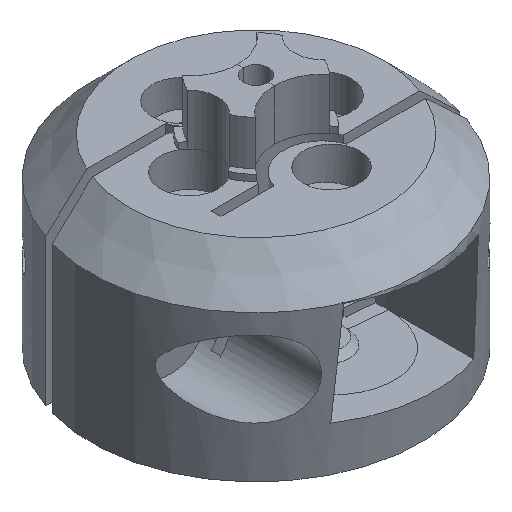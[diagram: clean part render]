
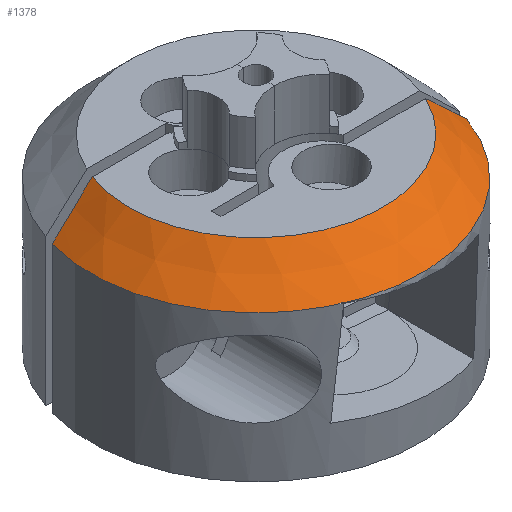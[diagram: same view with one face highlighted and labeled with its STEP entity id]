
A CAD part, isometric view. The second image highlights one B-rep face of the part: STEP entity #1378.
In plain terms, the highlighted conical face has half-angle 45 degrees and reference radius 13 mm.
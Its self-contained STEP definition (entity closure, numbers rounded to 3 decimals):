
#22 = VERTEX_POINT('',#23);
#23 = CARTESIAN_POINT('',(12.286,-4.25,11.5));
#32 = PLANE('',#33);
#33 = AXIS2_PLACEMENT_3D('',#34,#35,#36);
#34 = CARTESIAN_POINT('',(2.846,-4.25,0.));
#35 = DIRECTION('',(0.,1.,0.));
#36 = DIRECTION('',(1.,0.,0.));
#44 = CYLINDRICAL_SURFACE('',#45,13.);
#45 = AXIS2_PLACEMENT_3D('',#46,#47,#48);
#46 = CARTESIAN_POINT('',(0.,0.,
    0.));
#47 = DIRECTION('',(0.,0.,-1.));
#48 = DIRECTION('',(1.,0.,0.));
#253 = VERTEX_POINT('',#254);
#254 = CARTESIAN_POINT('',(9.052,-4.25,14.5));
#268 = PLANE('',#269);
#269 = AXIS2_PLACEMENT_3D('',#270,#271,#272);
#270 = CARTESIAN_POINT('',(0.,0.,14.5)
  );
#271 = DIRECTION('',(0.,0.,1.));
#272 = DIRECTION('',(1.,0.,0.));
#280 = EDGE_CURVE('',#253,#22,#281,.T.);
#281 = SURFACE_CURVE('',#282,(#287,#294),.PCURVE_S1.);
#282 = HYPERBOLA('',#283,4.25,4.25);
#283 = AXIS2_PLACEMENT_3D('',#284,#285,#286);
#284 = CARTESIAN_POINT('',(0.,-4.25,24.5));
#285 = DIRECTION('',(0.,-1.,0.));
#286 = DIRECTION('',(0.,0.,-1.));
#287 = PCURVE('',#32,#288);
#288 = DEFINITIONAL_REPRESENTATION('',(#289),#293);
#289 = HYPERBOLA('',#290,4.25,4.25);
#290 = AXIS2_PLACEMENT_2D('',#291,#292);
#291 = CARTESIAN_POINT('',(-2.846,-24.5));
#292 = DIRECTION('',(0.,1.));
#293 = ( GEOMETRIC_REPRESENTATION_CONTEXT(2) 
PARAMETRIC_REPRESENTATION_CONTEXT() REPRESENTATION_CONTEXT('2D SPACE',''
  ) );
#294 = PCURVE('',#295,#300);
#295 = CONICAL_SURFACE('',#296,13.,0.785);
#296 = AXIS2_PLACEMENT_3D('',#297,#298,#299);
#297 = CARTESIAN_POINT('',(0.,0.,11.5));
#298 = DIRECTION('',(0.,0.,-1.));
#299 = DIRECTION('',(-0.963,0.269,0.)
  );
#300 = DEFINITIONAL_REPRESENTATION('',(#301),#308);
#301 = B_SPLINE_CURVE_WITH_KNOTS('',5,(#302,#303,#304,#305,#306,#307),
  .UNSPECIFIED.,.F.,.F.,(6,6),(1.5,1.783),
  .PIECEWISE_BEZIER_KNOTS.);
#302 = CARTESIAN_POINT('',(-2.975,-3.));
#303 = CARTESIAN_POINT('',(-2.999,-2.488));
#304 = CARTESIAN_POINT('',(-3.022,-1.935));
#305 = CARTESIAN_POINT('',(-3.043,-1.339));
#306 = CARTESIAN_POINT('',(-3.063,-0.696));
#307 = CARTESIAN_POINT('',(-3.081,0.));
#308 = ( GEOMETRIC_REPRESENTATION_CONTEXT(2) 
PARAMETRIC_REPRESENTATION_CONTEXT() REPRESENTATION_CONTEXT('2D SPACE',''
  ) );
#345 = VERTEX_POINT('',#346);
#346 = CARTESIAN_POINT('',(-12.52,3.5,11.5));
#362 = PLANE('',#363);
#363 = AXIS2_PLACEMENT_3D('',#364,#365,#366);
#364 = CARTESIAN_POINT('',(-3.343,3.5,0.));
#365 = DIRECTION('',(0.,-1.,0.));
#366 = DIRECTION('',(-1.,0.,0.));
#374 = EDGE_CURVE('',#345,#22,#375,.T.);
#375 = SURFACE_CURVE('',#376,(#381,#388),.PCURVE_S1.);
#376 = CIRCLE('',#377,13.);
#377 = AXIS2_PLACEMENT_3D('',#378,#379,#380);
#378 = CARTESIAN_POINT('',(0.,0.,11.5));
#379 = DIRECTION('',(0.,0.,1.));
#380 = DIRECTION('',(-0.963,0.269,0.)
  );
#381 = PCURVE('',#44,#382);
#382 = DEFINITIONAL_REPRESENTATION('',(#383),#387);
#383 = LINE('',#384,#385);
#384 = CARTESIAN_POINT('',(-2.869,-11.5));
#385 = VECTOR('',#386,1.);
#386 = DIRECTION('',(-1.,0.));
#387 = ( GEOMETRIC_REPRESENTATION_CONTEXT(2) 
PARAMETRIC_REPRESENTATION_CONTEXT() REPRESENTATION_CONTEXT('2D SPACE',''
  ) );
#388 = PCURVE('',#295,#389);
#389 = DEFINITIONAL_REPRESENTATION('',(#390),#394);
#390 = LINE('',#391,#392);
#391 = CARTESIAN_POINT('',(-0.,0.));
#392 = VECTOR('',#393,1.);
#393 = DIRECTION('',(-1.,0.));
#394 = ( GEOMETRIC_REPRESENTATION_CONTEXT(2) 
PARAMETRIC_REPRESENTATION_CONTEXT() REPRESENTATION_CONTEXT('2D SPACE',''
  ) );
#1378 = ADVANCED_FACE('',(#1379),#295,.T.);
#1379 = FACE_BOUND('',#1380,.F.);
#1380 = EDGE_LOOP('',(#1381,#1408,#1430,#1431));
#1381 = ORIENTED_EDGE('',*,*,#1382,.F.);
#1382 = EDGE_CURVE('',#1383,#345,#1385,.T.);
#1383 = VERTEX_POINT('',#1384);
#1384 = CARTESIAN_POINT('',(-9.367,3.5,14.5));
#1385 = SURFACE_CURVE('',#1386,(#1391,#1401),.PCURVE_S1.);
#1386 = HYPERBOLA('',#1387,3.5,3.5);
#1387 = AXIS2_PLACEMENT_3D('',#1388,#1389,#1390);
#1388 = CARTESIAN_POINT('',(0.,3.5,24.5));
#1389 = DIRECTION('',(0.,1.,0.));
#1390 = DIRECTION('',(0.,0.,-1.));
#1391 = PCURVE('',#295,#1392);
#1392 = DEFINITIONAL_REPRESENTATION('',(#1393),#1400);
#1393 = B_SPLINE_CURVE_WITH_KNOTS('',5,(#1394,#1395,#1396,#1397,#1398,
    #1399),.UNSPECIFIED.,.F.,.F.,(6,6),(1.711,1.987),
  .PIECEWISE_BEZIER_KNOTS.);
#1394 = CARTESIAN_POINT('',(0.085,-3.));
#1395 = CARTESIAN_POINT('',(0.066,-2.483));
#1396 = CARTESIAN_POINT('',(0.048,-1.928));
#1397 = CARTESIAN_POINT('',(0.031,-1.332));
#1398 = CARTESIAN_POINT('',(0.015,-0.691));
#1399 = CARTESIAN_POINT('',(0.,0.));
#1400 = ( GEOMETRIC_REPRESENTATION_CONTEXT(2) 
PARAMETRIC_REPRESENTATION_CONTEXT() REPRESENTATION_CONTEXT('2D SPACE',''
  ) );
#1401 = PCURVE('',#362,#1402);
#1402 = DEFINITIONAL_REPRESENTATION('',(#1403),#1407);
#1403 = HYPERBOLA('',#1404,3.5,3.5);
#1404 = AXIS2_PLACEMENT_2D('',#1405,#1406);
#1405 = CARTESIAN_POINT('',(-3.343,-24.5));
#1406 = DIRECTION('',(0.,1.));
#1407 = ( GEOMETRIC_REPRESENTATION_CONTEXT(2) 
PARAMETRIC_REPRESENTATION_CONTEXT() REPRESENTATION_CONTEXT('2D SPACE',''
  ) );
#1408 = ORIENTED_EDGE('',*,*,#1409,.T.);
#1409 = EDGE_CURVE('',#1383,#253,#1410,.T.);
#1410 = SURFACE_CURVE('',#1411,(#1416,#1423),.PCURVE_S1.);
#1411 = CIRCLE('',#1412,10.);
#1412 = AXIS2_PLACEMENT_3D('',#1413,#1414,#1415);
#1413 = CARTESIAN_POINT('',(0.,0.,14.5));
#1414 = DIRECTION('',(0.,0.,1.));
#1415 = DIRECTION('',(-0.963,0.269,0.
    ));
#1416 = PCURVE('',#295,#1417);
#1417 = DEFINITIONAL_REPRESENTATION('',(#1418),#1422);
#1418 = LINE('',#1419,#1420);
#1419 = CARTESIAN_POINT('',(-0.,-3.));
#1420 = VECTOR('',#1421,1.);
#1421 = DIRECTION('',(-1.,0.));
#1422 = ( GEOMETRIC_REPRESENTATION_CONTEXT(2) 
PARAMETRIC_REPRESENTATION_CONTEXT() REPRESENTATION_CONTEXT('2D SPACE',''
  ) );
#1423 = PCURVE('',#268,#1424);
#1424 = DEFINITIONAL_REPRESENTATION('',(#1425),#1429);
#1425 = CIRCLE('',#1426,10.);
#1426 = AXIS2_PLACEMENT_2D('',#1427,#1428);
#1427 = CARTESIAN_POINT('',(0.,0.));
#1428 = DIRECTION('',(-0.963,0.269));
#1429 = ( GEOMETRIC_REPRESENTATION_CONTEXT(2) 
PARAMETRIC_REPRESENTATION_CONTEXT() REPRESENTATION_CONTEXT('2D SPACE',''
  ) );
#1430 = ORIENTED_EDGE('',*,*,#280,.T.);
#1431 = ORIENTED_EDGE('',*,*,#374,.F.);
